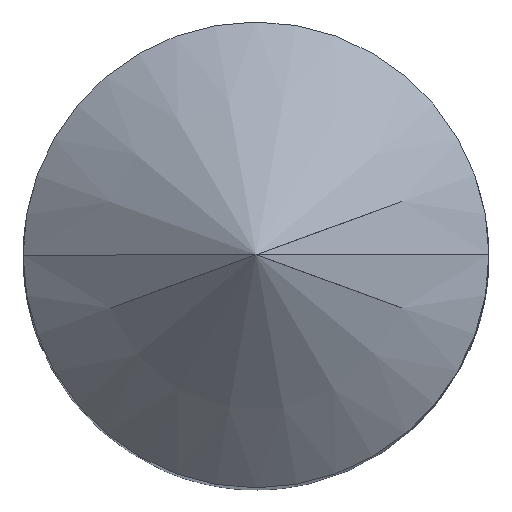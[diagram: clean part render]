
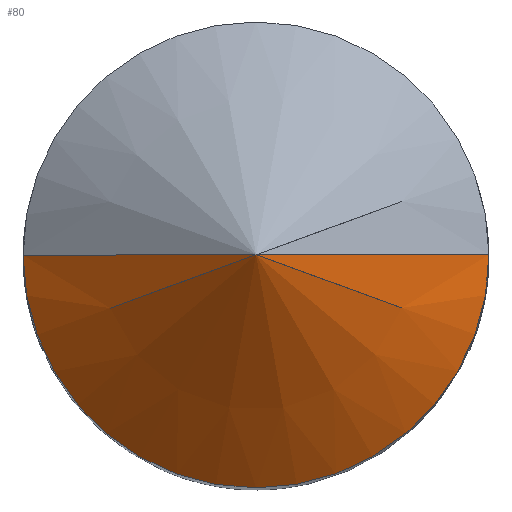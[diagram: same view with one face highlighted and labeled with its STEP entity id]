
A CAD part, left-side view. The second image highlights one B-rep face of the part: STEP entity #80.
In plain terms, the highlighted conical face has half-angle 51.34 degrees and reference radius 50 mm.
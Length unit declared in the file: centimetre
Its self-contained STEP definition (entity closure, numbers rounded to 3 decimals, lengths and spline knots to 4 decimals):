
#19 = EDGE_CURVE ( 'NONE', #69, #467, #680, .T. ) ;
#57 = CONICAL_SURFACE ( 'NONE', #489, 5., 0.896 ) ;
#69 = VERTEX_POINT ( 'NONE', #224 ) ;
#80 = ADVANCED_FACE ( 'NONE', ( #451 ), #57, .T. ) ;
#93 = LINE ( 'NONE', #548, #432 ) ;
#100 = CARTESIAN_POINT ( 'NONE',  ( -0.0051, 45.96, -5. ) ) ;
#156 = DIRECTION ( 'NONE',  ( -0.001, 0., -1. ) ) ;
#191 = AXIS2_PLACEMENT_3D ( 'NONE', #750, #682, #156 ) ;
#194 = VECTOR ( 'NONE', #330, 100. ) ;
#224 = CARTESIAN_POINT ( 'NONE',  ( -0.0001, 49.96, 0. ) ) ;
#252 = EDGE_CURVE ( 'NONE', #69, #577, #93, .T. ) ;
#273 = CARTESIAN_POINT ( 'NONE',  ( 0.0049, 45.96, 5. ) ) ;
#282 = DIRECTION ( 'NONE',  ( 0.001, 0., 1. ) ) ;
#289 = DIRECTION ( 'NONE',  ( 0., -1., 0. ) ) ;
#325 = DIRECTION ( 'NONE',  ( 0.001, -0.625, 0.781 ) ) ;
#330 = DIRECTION ( 'NONE',  ( -0.001, -0.625, -0.781 ) ) ;
#346 = EDGE_CURVE ( 'NONE', #577, #467, #715, .T. ) ;
#432 = VECTOR ( 'NONE', #325, 100. ) ;
#451 = FACE_OUTER_BOUND ( 'NONE', #490, .T. ) ;
#467 = VERTEX_POINT ( 'NONE', #589 ) ;
#477 = ORIENTED_EDGE ( 'NONE', *, *, #19, .F. ) ;
#489 = AXIS2_PLACEMENT_3D ( 'NONE', #635, #289, #282 ) ;
#490 = EDGE_LOOP ( 'NONE', ( #477, #590, #502 ) ) ;
#502 = ORIENTED_EDGE ( 'NONE', *, *, #346, .T. ) ;
#548 = CARTESIAN_POINT ( 'NONE',  ( 0.0049, 45.96, 5. ) ) ;
#577 = VERTEX_POINT ( 'NONE', #273 ) ;
#589 = CARTESIAN_POINT ( 'NONE',  ( -0.0051, 45.96, -5. ) ) ;
#590 = ORIENTED_EDGE ( 'NONE', *, *, #252, .T. ) ;
#635 = CARTESIAN_POINT ( 'NONE',  ( -0.0001, 45.96, 0. ) ) ;
#680 = LINE ( 'NONE', #100, #194 ) ;
#682 = DIRECTION ( 'NONE',  ( 0., 1., 0. ) ) ;
#715 = CIRCLE ( 'NONE', #191, 5. ) ;
#750 = CARTESIAN_POINT ( 'NONE',  ( -0.0001, 45.96, 0. ) ) ;
